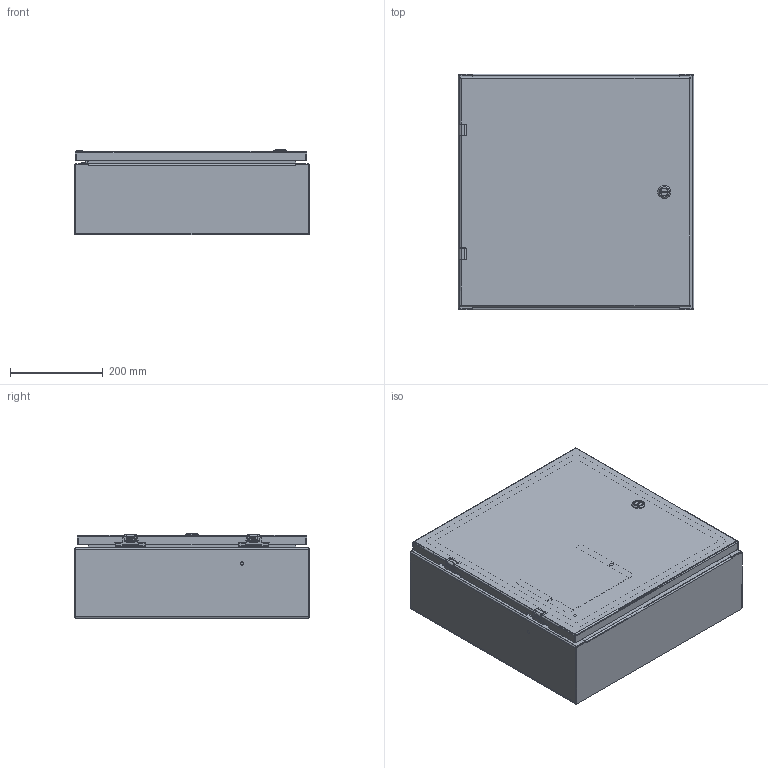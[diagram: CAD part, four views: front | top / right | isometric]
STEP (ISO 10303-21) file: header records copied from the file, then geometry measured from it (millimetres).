
FILE_DESCRIPTION (( 'STEP AP203' ), '1' );
FILE_NAME ('SCE-20EL2006SSLP.step', '2021-02-09T15:02:50', ( 'ADC123' ), ( 'Microsoft' ), 'SwSTEP 2.0', 'SolidWorks 2019', '' );
FILE_SCHEMA (( 'CONFIG_CONTROL_DESIGN' ));
Products named in the file (1): SCE-20EL2006SSLP
Bounding box: 508 x 508 x 183.65 mm (x, y, z)
Surface area: 2455381.9 mm2 (no closed solid volume)
Topology: 0 solids, 44 shells, 2349 faces, 6214 edges, 3899 vertices
Faces by surface type: plane 1037, bspline 634, cylinder 614, cone 50, torus 14
Full cylindrical faces by diameter (mm): 3.454 x2, 3.962 x2, 3.978 x2, 4.318 x6, 4.369 x4, 4.978 x8, 5 x1, 5.156 x4, 5.182 x4, 5.2 x4, 5.5 x1, 5.537 x2, 6.198 x4, 6.299 x4, 6.35 x4, 6.363 x2, 6.756 x4, 7.137 x2, 8.433 x4, 9.296 x4, 9.322 x4, 9.525 x4, 9.9 x1, 10 x1, 11.113 x4, 12.7 x4, 12.8 x1, 13.5 x1, 14.288 x2, 16 x1
Entity records: 104227 total; most frequent: CARTESIAN_POINT 53490, ORIENTED_EDGE 11551, DIRECTION 8675, EDGE_CURVE 5777, VERTEX_POINT 3779, AXIS2_PLACEMENT_3D 3036, EDGE_LOOP 2710, VECTOR 2603
